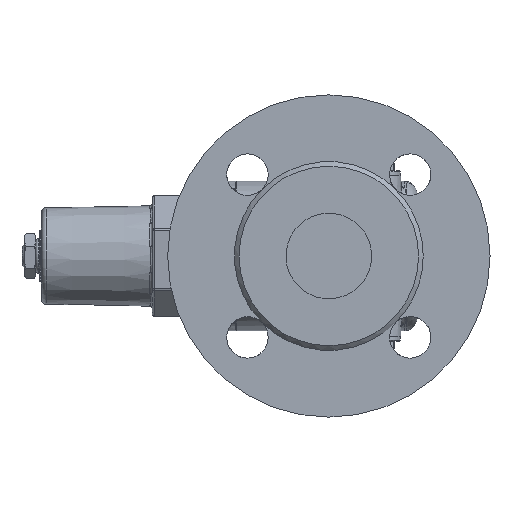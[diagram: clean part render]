
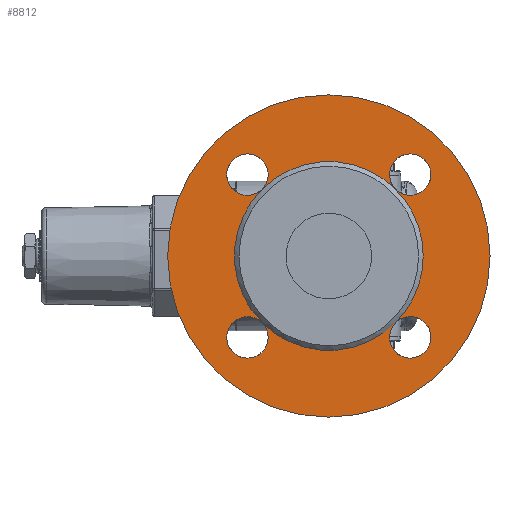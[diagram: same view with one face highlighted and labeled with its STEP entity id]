
A CAD part, left-side view. The second image highlights one B-rep face of the part: STEP entity #8812.
In plain terms, the highlighted planar face has unit normal (-1, 0, 0).
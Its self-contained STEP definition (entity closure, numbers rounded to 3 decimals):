
#425=FACE_BOUND('',#1681,.T.);
#1000=PLANE('',#9423);
#1134=FACE_OUTER_BOUND('',#1680,.T.);
#1680=EDGE_LOOP('',(#5903));
#1681=EDGE_LOOP('',(#5904,#5905,#5906,#5907,#5908,#5909,#5910,#5911,#5912,
#5913,#5914,#5915,#5916));
#3056=CIRCLE('',#9392,9.);
#3057=CIRCLE('',#9393,9.);
#3058=CIRCLE('',#9395,9.);
#3059=CIRCLE('',#9396,9.);
#3060=CIRCLE('',#9398,9.);
#3061=CIRCLE('',#9399,9.);
#3062=CIRCLE('',#9401,9.);
#3063=CIRCLE('',#9402,9.);
#3065=CIRCLE('',#9405,70.);
#3079=CIRCLE('',#9424,41.);
#3080=CIRCLE('',#9425,41.);
#3081=CIRCLE('',#9426,41.);
#3082=CIRCLE('',#9427,41.);
#3083=CIRCLE('',#9428,41.);
#3411=VERTEX_POINT('',#11976);
#3412=VERTEX_POINT('',#11977);
#3415=VERTEX_POINT('',#12022);
#3416=VERTEX_POINT('',#12023);
#3419=VERTEX_POINT('',#12068);
#3420=VERTEX_POINT('',#12069);
#3423=VERTEX_POINT('',#12114);
#3424=VERTEX_POINT('',#12115);
#3429=VERTEX_POINT('',#12163);
#3440=VERTEX_POINT('',#12267);
#4368=EDGE_CURVE('',#3411,#3412,#3056,.T.);
#4369=EDGE_CURVE('',#3412,#3411,#3057,.T.);
#4373=EDGE_CURVE('',#3415,#3416,#3058,.T.);
#4374=EDGE_CURVE('',#3416,#3415,#3059,.T.);
#4378=EDGE_CURVE('',#3419,#3420,#3060,.T.);
#4379=EDGE_CURVE('',#3420,#3419,#3061,.T.);
#4383=EDGE_CURVE('',#3423,#3424,#3062,.T.);
#4384=EDGE_CURVE('',#3424,#3423,#3063,.T.);
#4390=EDGE_CURVE('',#3429,#3429,#3065,.T.);
#4406=EDGE_CURVE('',#3423,#3411,#3079,.T.);
#4407=EDGE_CURVE('',#3419,#3423,#3080,.T.);
#4408=EDGE_CURVE('',#3440,#3419,#3081,.T.);
#4409=EDGE_CURVE('',#3415,#3440,#3082,.T.);
#4410=EDGE_CURVE('',#3411,#3415,#3083,.T.);
#5903=ORIENTED_EDGE('',*,*,#4390,.T.);
#5904=ORIENTED_EDGE('',*,*,#4406,.F.);
#5905=ORIENTED_EDGE('',*,*,#4383,.T.);
#5906=ORIENTED_EDGE('',*,*,#4384,.T.);
#5907=ORIENTED_EDGE('',*,*,#4407,.F.);
#5908=ORIENTED_EDGE('',*,*,#4378,.T.);
#5909=ORIENTED_EDGE('',*,*,#4379,.T.);
#5910=ORIENTED_EDGE('',*,*,#4408,.F.);
#5911=ORIENTED_EDGE('',*,*,#4409,.F.);
#5912=ORIENTED_EDGE('',*,*,#4373,.T.);
#5913=ORIENTED_EDGE('',*,*,#4374,.T.);
#5914=ORIENTED_EDGE('',*,*,#4410,.F.);
#5915=ORIENTED_EDGE('',*,*,#4368,.T.);
#5916=ORIENTED_EDGE('',*,*,#4369,.T.);
#8812=ADVANCED_FACE('',(#1134,#425),#1000,.F.);
#9392=AXIS2_PLACEMENT_3D('',#11978,#10120,#10121);
#9393=AXIS2_PLACEMENT_3D('',#11979,#10122,#10123);
#9395=AXIS2_PLACEMENT_3D('',#12024,#10127,#10128);
#9396=AXIS2_PLACEMENT_3D('',#12025,#10129,#10130);
#9398=AXIS2_PLACEMENT_3D('',#12070,#10134,#10135);
#9399=AXIS2_PLACEMENT_3D('',#12071,#10136,#10137);
#9401=AXIS2_PLACEMENT_3D('',#12116,#10141,#10142);
#9402=AXIS2_PLACEMENT_3D('',#12117,#10143,#10144);
#9405=AXIS2_PLACEMENT_3D('',#12165,#10151,#10152);
#9423=AXIS2_PLACEMENT_3D('',#12264,#10187,#10188);
#9424=AXIS2_PLACEMENT_3D('',#12265,#10189,#10190);
#9425=AXIS2_PLACEMENT_3D('',#12266,#10191,#10192);
#9426=AXIS2_PLACEMENT_3D('',#12268,#10193,#10194);
#9427=AXIS2_PLACEMENT_3D('',#12269,#10195,#10196);
#9428=AXIS2_PLACEMENT_3D('',#12270,#10197,#10198);
#10120=DIRECTION('center_axis',(1.,0.,0.));
#10121=DIRECTION('ref_axis',(0.,1.,0.));
#10122=DIRECTION('center_axis',(1.,0.,0.));
#10123=DIRECTION('ref_axis',(0.,1.,0.));
#10127=DIRECTION('center_axis',(1.,0.,0.));
#10128=DIRECTION('ref_axis',(0.,0.,
-1.));
#10129=DIRECTION('center_axis',(1.,0.,0.));
#10130=DIRECTION('ref_axis',(0.,0.,
-1.));
#10134=DIRECTION('center_axis',(1.,0.,0.));
#10135=DIRECTION('ref_axis',(0.,-1.,0.));
#10136=DIRECTION('center_axis',(1.,0.,0.));
#10137=DIRECTION('ref_axis',(0.,-1.,0.));
#10141=DIRECTION('center_axis',(1.,0.,0.));
#10142=DIRECTION('ref_axis',(0.,0.,1.));
#10143=DIRECTION('center_axis',(1.,0.,0.));
#10144=DIRECTION('ref_axis',(0.,0.,1.));
#10151=DIRECTION('center_axis',(-1.,0.,0.));
#10152=DIRECTION('ref_axis',(0.,0.,1.));
#10187=DIRECTION('center_axis',(1.,0.,0.));
#10188=DIRECTION('ref_axis',(0.,0.,
-1.));
#10189=DIRECTION('center_axis',(-1.,0.,0.));
#10190=DIRECTION('ref_axis',(0.,0.,
1.));
#10191=DIRECTION('center_axis',(-1.,0.,0.));
#10192=DIRECTION('ref_axis',(0.,0.,
1.));
#10193=DIRECTION('center_axis',(-1.,0.,0.));
#10194=DIRECTION('ref_axis',(0.,0.,
1.));
#10195=DIRECTION('center_axis',(-1.,0.,0.));
#10196=DIRECTION('ref_axis',(0.,0.,
1.));
#10197=DIRECTION('center_axis',(-1.,0.,0.));
#10198=DIRECTION('ref_axis',(0.,0.,
1.));
#11976=CARTESIAN_POINT('',(-88.,28.991,-28.991));
#11977=CARTESIAN_POINT('',(-88.,26.355,-35.355));
#11978=CARTESIAN_POINT('Origin',(-88.,35.355,-35.355));
#11979=CARTESIAN_POINT('Origin',(-88.,35.355,-35.355));
#12022=CARTESIAN_POINT('',(-88.,-28.991,-28.991));
#12023=CARTESIAN_POINT('',(-88.,-35.355,-26.355));
#12024=CARTESIAN_POINT('Origin',(-88.,-35.355,-35.355));
#12025=CARTESIAN_POINT('Origin',(-88.,-35.355,-35.355));
#12068=CARTESIAN_POINT('',(-88.,-28.991,28.991));
#12069=CARTESIAN_POINT('',(-88.,-26.355,35.355));
#12070=CARTESIAN_POINT('Origin',(-88.,-35.355,35.355));
#12071=CARTESIAN_POINT('Origin',(-88.,-35.355,35.355));
#12114=CARTESIAN_POINT('',(-88.,28.991,28.991));
#12115=CARTESIAN_POINT('',(-88.,35.355,26.355));
#12116=CARTESIAN_POINT('Origin',(-88.,35.355,35.355));
#12117=CARTESIAN_POINT('Origin',(-88.,35.355,35.355));
#12163=CARTESIAN_POINT('',(-88.,-70.,0.));
#12165=CARTESIAN_POINT('Origin',(-88.,0.,0.));
#12264=CARTESIAN_POINT('Origin',(-88.,70.,0.));
#12265=CARTESIAN_POINT('Origin',(-88.,0.,0.));
#12266=CARTESIAN_POINT('Origin',(-88.,0.,0.));
#12267=CARTESIAN_POINT('',(-88.,-41.,0.));
#12268=CARTESIAN_POINT('Origin',(-88.,0.,0.));
#12269=CARTESIAN_POINT('Origin',(-88.,0.,0.));
#12270=CARTESIAN_POINT('Origin',(-88.,0.,0.));
